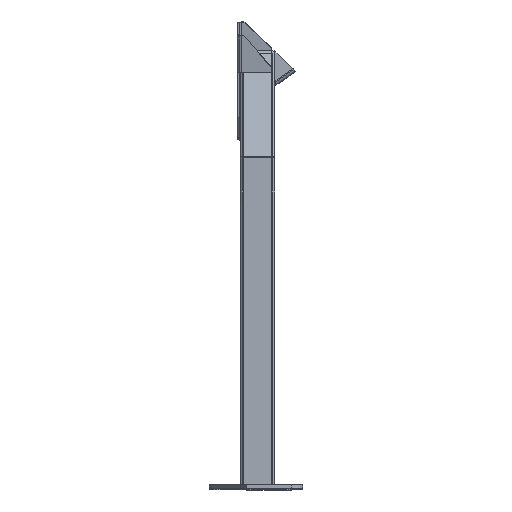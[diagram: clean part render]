
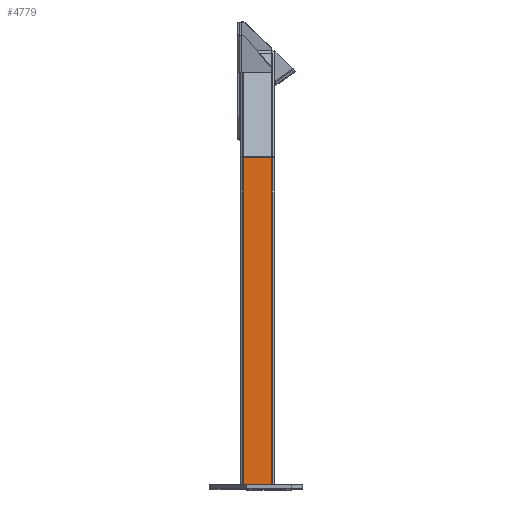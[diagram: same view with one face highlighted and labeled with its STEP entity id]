
A CAD part, top view. The second image highlights one B-rep face of the part: STEP entity #4779.
In plain terms, the highlighted planar face has unit normal (0, 0, 1).
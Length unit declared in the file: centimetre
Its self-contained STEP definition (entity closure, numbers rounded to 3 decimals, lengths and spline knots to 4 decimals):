
#318=PLANE('',#5123);
#525=FACE_OUTER_BOUND('',#820,.T.);
#820=EDGE_LOOP('',(#3493,#3494,#3495,#3496));
#1245=LINE('',#7218,#1741);
#1248=LINE('',#7230,#1744);
#1250=LINE('',#7236,#1746);
#1252=LINE('',#7241,#1748);
#1741=VECTOR('',#5757,3.3);
#1744=VECTOR('',#5770,38.0284);
#1746=VECTOR('',#5778,3.3);
#1748=VECTOR('',#5786,38.0284);
#2232=VERTEX_POINT('',#7215);
#2233=VERTEX_POINT('',#7217);
#2237=VERTEX_POINT('',#7229);
#2238=VERTEX_POINT('',#7235);
#2695=EDGE_CURVE('',#2233,#2232,#1245,.T.);
#2702=EDGE_CURVE('',#2237,#2233,#1248,.T.);
#2705=EDGE_CURVE('',#2237,#2238,#1250,.T.);
#2708=EDGE_CURVE('',#2232,#2238,#1252,.T.);
#3493=ORIENTED_EDGE('',*,*,#2695,.T.);
#3494=ORIENTED_EDGE('',*,*,#2708,.T.);
#3495=ORIENTED_EDGE('',*,*,#2705,.F.);
#3496=ORIENTED_EDGE('',*,*,#2702,.T.);
#4779=ADVANCED_FACE('',(#525),#318,.T.);
#5123=AXIS2_PLACEMENT_3D('',#7242,#5787,#5788);
#5757=DIRECTION('',(1.,0.,0.));
#5770=DIRECTION('',(0.,-1.,0.));
#5778=DIRECTION('',(1.,0.,0.));
#5786=DIRECTION('',(0.,1.,0.));
#5787=DIRECTION('center_axis',(0.,0.,1.));
#5788=DIRECTION('ref_axis',(-1.,0.,0.));
#7215=CARTESIAN_POINT('',(57.78,3.8,58.2));
#7217=CARTESIAN_POINT('',(54.48,3.8,58.2));
#7218=CARTESIAN_POINT('',(54.48,3.8,58.2));
#7229=CARTESIAN_POINT('',(54.48,41.8284,58.2));
#7230=CARTESIAN_POINT('',(54.48,41.8284,58.2));
#7235=CARTESIAN_POINT('',(57.78,41.8284,58.2));
#7236=CARTESIAN_POINT('',(54.48,41.8284,58.2));
#7241=CARTESIAN_POINT('',(57.78,3.8,58.2));
#7242=CARTESIAN_POINT('Origin',(57.78,41.,58.2));
